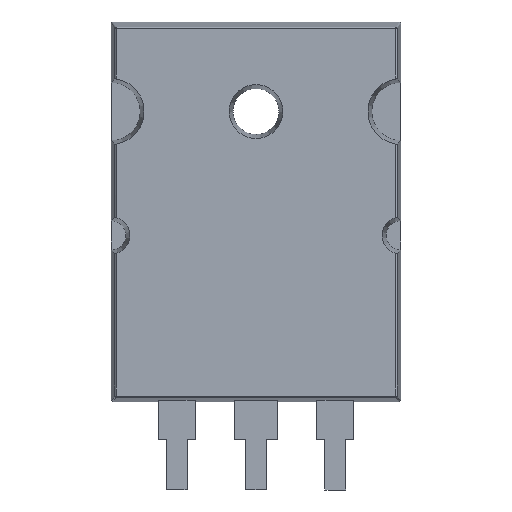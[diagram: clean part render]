
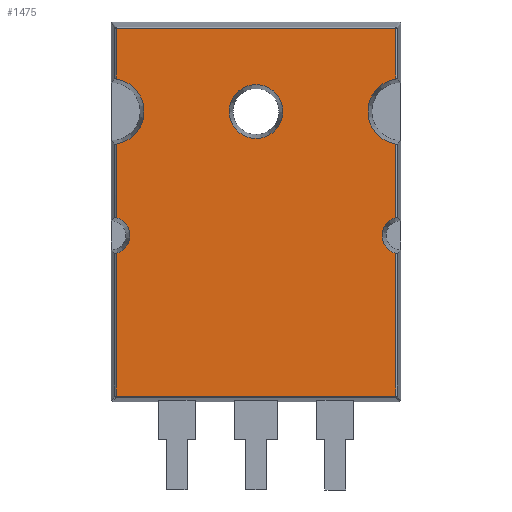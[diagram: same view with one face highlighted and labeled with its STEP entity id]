
A CAD part, front view. The second image highlights one B-rep face of the part: STEP entity #1475.
In plain terms, the highlighted planar face has unit normal (0, -1, 0).
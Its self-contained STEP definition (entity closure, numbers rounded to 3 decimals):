
#65=FACE_BOUND('',#265,.T.);
#69=PLANE('',#1581);
#128=CIRCLE('',#1579,1.287);
#130=CIRCLE('',#1582,2.269);
#131=CIRCLE('',#1583,2.269);
#132=CIRCLE('',#1584,1.287);
#133=CIRCLE('',#1585,1.854);
#174=FACE_OUTER_BOUND('',#264,.T.);
#264=EDGE_LOOP('',(#1022,#1023,#1024,#1025,#1026,#1027,#1028,#1029,#1030,
#1031,#1032,#1033));
#265=EDGE_LOOP('',(#1034));
#356=LINE('',#2168,#504);
#358=LINE('',#2208,#506);
#359=LINE('',#2210,#507);
#360=LINE('',#2212,#508);
#361=LINE('',#2216,#509);
#362=LINE('',#2220,#510);
#363=LINE('',#2222,#511);
#364=LINE('',#2223,#512);
#504=VECTOR('',#1723,10.);
#506=VECTOR('',#1735,10.);
#507=VECTOR('',#1736,10.);
#508=VECTOR('',#1737,10.);
#509=VECTOR('',#1740,10.);
#510=VECTOR('',#1743,10.);
#511=VECTOR('',#1744,10.);
#512=VECTOR('',#1745,10.);
#663=VERTEX_POINT('',#2156);
#664=VERTEX_POINT('',#2167);
#666=VERTEX_POINT('',#2182);
#670=VERTEX_POINT('',#2205);
#671=VERTEX_POINT('',#2207);
#672=VERTEX_POINT('',#2209);
#673=VERTEX_POINT('',#2211);
#674=VERTEX_POINT('',#2213);
#675=VERTEX_POINT('',#2215);
#676=VERTEX_POINT('',#2217);
#677=VERTEX_POINT('',#2219);
#678=VERTEX_POINT('',#2221);
#679=VERTEX_POINT('',#2224);
#795=EDGE_CURVE('',#663,#664,#356,.T.);
#798=EDGE_CURVE('',#666,#664,#128,.T.);
#803=EDGE_CURVE('',#663,#670,#130,.T.);
#804=EDGE_CURVE('',#671,#670,#358,.T.);
#805=EDGE_CURVE('',#672,#671,#359,.T.);
#806=EDGE_CURVE('',#673,#672,#360,.T.);
#807=EDGE_CURVE('',#673,#674,#131,.T.);
#808=EDGE_CURVE('',#675,#674,#361,.T.);
#809=EDGE_CURVE('',#675,#676,#132,.T.);
#810=EDGE_CURVE('',#677,#676,#362,.T.);
#811=EDGE_CURVE('',#678,#677,#363,.T.);
#812=EDGE_CURVE('',#666,#678,#364,.T.);
#813=EDGE_CURVE('',#679,#679,#133,.T.);
#1022=ORIENTED_EDGE('',*,*,#795,.F.);
#1023=ORIENTED_EDGE('',*,*,#803,.T.);
#1024=ORIENTED_EDGE('',*,*,#804,.F.);
#1025=ORIENTED_EDGE('',*,*,#805,.F.);
#1026=ORIENTED_EDGE('',*,*,#806,.F.);
#1027=ORIENTED_EDGE('',*,*,#807,.T.);
#1028=ORIENTED_EDGE('',*,*,#808,.F.);
#1029=ORIENTED_EDGE('',*,*,#809,.T.);
#1030=ORIENTED_EDGE('',*,*,#810,.F.);
#1031=ORIENTED_EDGE('',*,*,#811,.F.);
#1032=ORIENTED_EDGE('',*,*,#812,.F.);
#1033=ORIENTED_EDGE('',*,*,#798,.T.);
#1034=ORIENTED_EDGE('',*,*,#813,.T.);
#1475=ADVANCED_FACE('',(#174,#65),#69,.T.);
#1579=AXIS2_PLACEMENT_3D('',#2183,#1727,#1728);
#1581=AXIS2_PLACEMENT_3D('',#2204,#1731,#1732);
#1582=AXIS2_PLACEMENT_3D('',#2206,#1733,#1734);
#1583=AXIS2_PLACEMENT_3D('',#2214,#1738,#1739);
#1584=AXIS2_PLACEMENT_3D('',#2218,#1741,#1742);
#1585=AXIS2_PLACEMENT_3D('',#2225,#1746,#1747);
#1723=DIRECTION('',(0.,0.,-1.));
#1727=DIRECTION('center_axis',(0.,1.,0.));
#1728=DIRECTION('ref_axis',(-1.,0.,0.));
#1731=DIRECTION('center_axis',(0.,-1.,0.));
#1732=DIRECTION('ref_axis',(0.,0.,-1.));
#1733=DIRECTION('center_axis',(0.,1.,0.));
#1734=DIRECTION('ref_axis',(-1.,0.,0.));
#1735=DIRECTION('',(0.,0.,-1.));
#1736=DIRECTION('',(1.,0.,0.));
#1737=DIRECTION('',(0.,0.,1.));
#1738=DIRECTION('center_axis',(0.,1.,0.));
#1739=DIRECTION('ref_axis',(-1.,0.,0.));
#1740=DIRECTION('',(0.,0.,1.));
#1741=DIRECTION('center_axis',(0.,1.,0.));
#1742=DIRECTION('ref_axis',(-1.,0.,0.));
#1743=DIRECTION('',(0.,0.,1.));
#1744=DIRECTION('',(-1.,0.,0.));
#1745=DIRECTION('',(0.,0.,-1.));
#1746=DIRECTION('center_axis',(0.,1.,0.));
#1747=DIRECTION('ref_axis',(-1.,0.,0.));
#2156=CARTESIAN_POINT('',(9.619,-2.415,20.339));
#2167=CARTESIAN_POINT('',(9.619,-2.415,15.28));
#2168=CARTESIAN_POINT('',(9.619,-2.415,7.835));
#2182=CARTESIAN_POINT('',(9.619,-2.415,12.81));
#2183=CARTESIAN_POINT('Origin',(9.98,-2.415,14.045));
#2204=CARTESIAN_POINT('Origin',(0.,-2.415,15.67));
#2205=CARTESIAN_POINT('',(9.619,-2.415,24.821));
#2206=CARTESIAN_POINT('Origin',(9.98,-2.415,22.58));
#2207=CARTESIAN_POINT('',(9.619,-2.415,28.283));
#2208=CARTESIAN_POINT('',(9.619,-2.415,7.835));
#2209=CARTESIAN_POINT('',(-9.619,-2.415,28.283));
#2210=CARTESIAN_POINT('',(-4.99,-2.415,28.283));
#2211=CARTESIAN_POINT('',(-9.619,-2.415,24.821));
#2212=CARTESIAN_POINT('',(-9.619,-2.415,7.835));
#2213=CARTESIAN_POINT('',(-9.619,-2.415,20.339));
#2214=CARTESIAN_POINT('Origin',(-9.98,-2.415,22.58));
#2215=CARTESIAN_POINT('',(-9.619,-2.415,15.28));
#2216=CARTESIAN_POINT('',(-9.619,-2.415,7.835));
#2217=CARTESIAN_POINT('',(-9.619,-2.415,12.81));
#2218=CARTESIAN_POINT('Origin',(-9.98,-2.415,14.045));
#2219=CARTESIAN_POINT('',(-9.619,-2.415,2.975));
#2220=CARTESIAN_POINT('',(-9.619,-2.415,7.835));
#2221=CARTESIAN_POINT('',(9.619,-2.415,2.975));
#2222=CARTESIAN_POINT('',(-4.99,-2.415,2.975));
#2223=CARTESIAN_POINT('',(9.619,-2.415,7.835));
#2224=CARTESIAN_POINT('',(1.854,-2.415,22.58));
#2225=CARTESIAN_POINT('Origin',(0.,-2.415,22.58));
